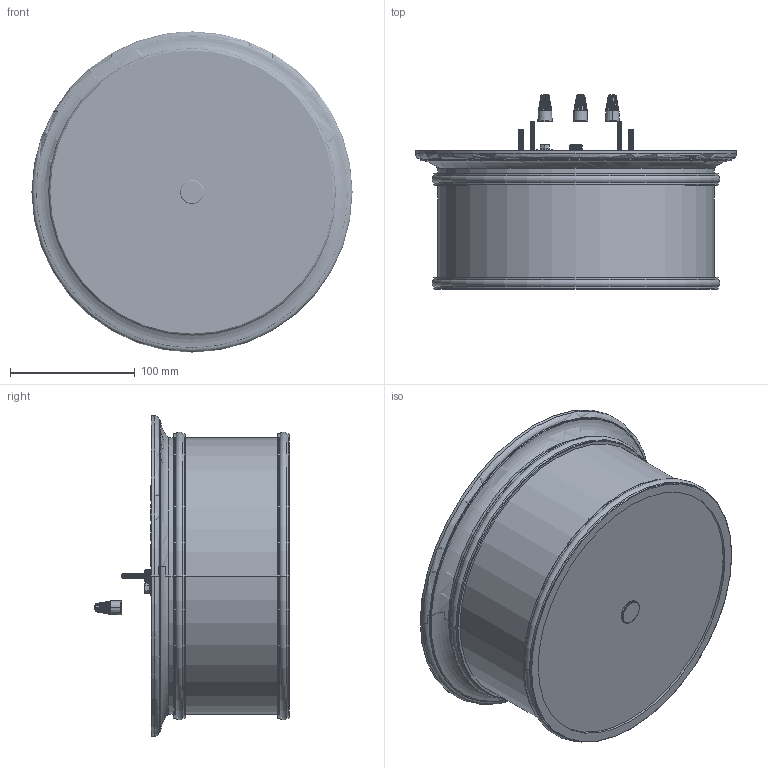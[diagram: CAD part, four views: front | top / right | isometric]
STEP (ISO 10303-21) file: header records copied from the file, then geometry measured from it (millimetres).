
FILE_DESCRIPTION((''),'2;1');
FILE_NAME('4585_ASM','2010-09-15T',('project'),(''),'PRO/ENGINEER BY PARAMETRIC TECHNOLOGY CORPORATION, 2009300','PRO/ENGINEER BY PARAMETRIC TECHNOLOGY CORPORATION, 2009300','');
FILE_SCHEMA(('CONFIG_CONTROL_DESIGN'));
Length unit declared in the file: inch
Products named in the file (26): 4585-CB; 4585-TR; M5X6PFZ; 4585-INS; 682-N; 92257; 92319; 92321; 92320; 4585-S; 92118; 4585-BAW_ASM; GU24-13W; 80646; 4585-TDR; 80645; 4585-DR; 4585-G-E_ASM; 98065; 98066; 98067; 98006; 98069; 98070; 98071; 4585_ASM
Assembly tree (33 placements, depth 3):
  4585_ASM
    4585-BAW_ASM
      4585-CB
      4585-TR
      M5X6PFZ  x4
      4585-INS
      682-N
      92257
      92319
      92321  x2
      92320  x2
      4585-S
      92118  x3
    GU24-13W  x2
    4585-G-E_ASM
      80646
      4585-TDR
      80645
      4585-DR
    98065
    98066
    98067
    98006
    98069
    98070
    98071
Bounding box: 257.69 x 156.24 x 257.69 mm (x, y, z)
Volume: 1182054.8 mm3; surface area: 644018.8 mm2
Topology: 31 solids, 40 shells, 6903 faces, 19285 edges, 12672 vertices
Faces by surface type: plane 5409, cylinder 864, bspline 295, cone 188, torus 80, extrusion 39, revolution 16, sphere 12
Entity records: 250420 total; most frequent: CARTESIAN_POINT 91108, ORIENTED_EDGE 35150, DIRECTION 28923, EDGE_CURVE 17587, VECTOR 14815, LINE 14776, VERTEX_POINT 11686, AXIS2_PLACEMENT_3D 7050
